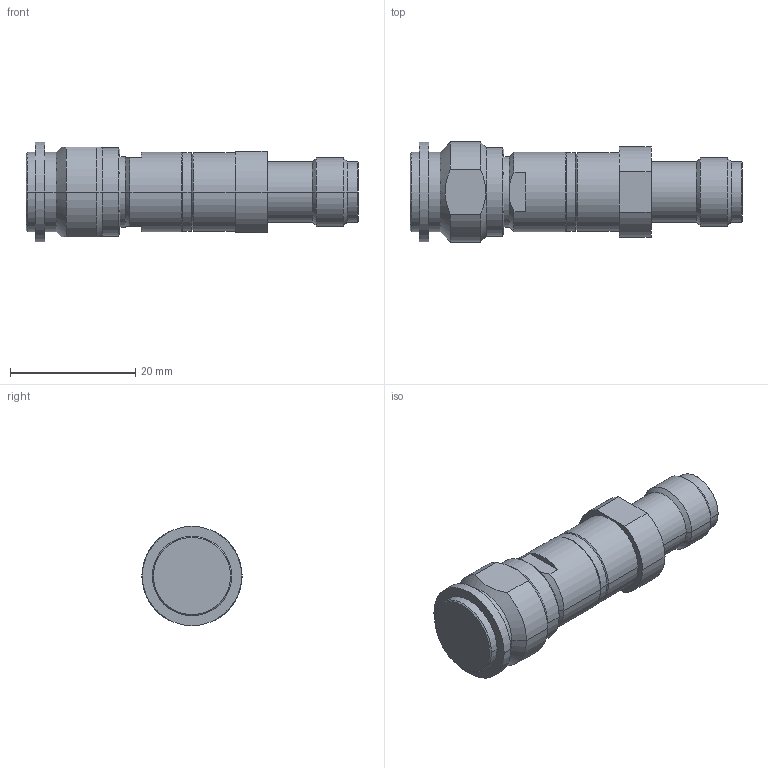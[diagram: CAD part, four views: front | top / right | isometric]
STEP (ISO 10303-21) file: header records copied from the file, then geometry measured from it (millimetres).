
FILE_DESCRIPTION (( 'STEP AP214' ), '1' );
FILE_NAME ('SD8272_3D.STEP', '2022-01-26T17:47:58', ( '' ), ( '' ), 'SwSTEP 2.0', 'SolidWorks 2021', '' );
FILE_SCHEMA (( 'AUTOMOTIVE_DESIGN' ));
Length unit declared in the file: inch
Products named in the file (4): DC-TM^SD8272; SD8272_3D; FAT-B-11^SD8272; DC-TF^SD8272
Assembly tree (3 placements, depth 2):
  SD8272_3D
    DC-TM^SD8272
    FAT-B-11^SD8272
    DC-TF^SD8272
Bounding box: 53 x 16 x 15.86 mm (x, y, z)
Volume: 7629.7 mm3; surface area: 3973.1 mm2
Topology: 3 solids, 3 shells, 111 faces, 236 edges, 140 vertices
Faces by surface type: cone 44, cylinder 42, plane 25
Entity records: 3254 total; most frequent: CARTESIAN_POINT 607, DIRECTION 590, ORIENTED_EDGE 472, AXIS2_PLACEMENT_3D 245, EDGE_CURVE 236, VERTEX_POINT 140, CIRCLE 128, EDGE_LOOP 120
